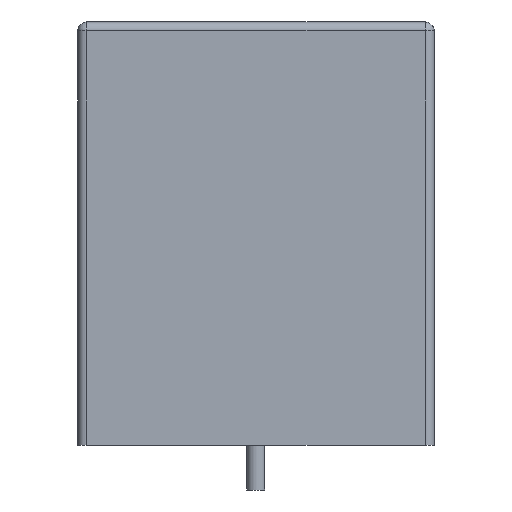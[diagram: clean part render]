
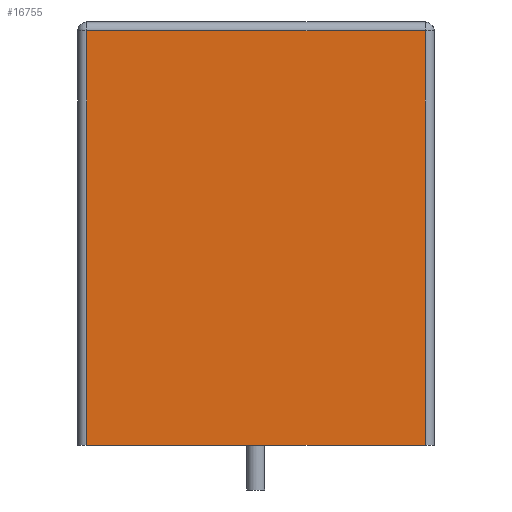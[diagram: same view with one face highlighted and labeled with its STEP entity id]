
A CAD part, left-side view. The second image highlights one B-rep face of the part: STEP entity #16755.
In plain terms, the highlighted planar face has unit normal (-1, 0, 0).
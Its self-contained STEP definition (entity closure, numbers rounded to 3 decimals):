
#1046=PLANE('',#17412);
#1951=FACE_OUTER_BOUND('',#2954,.T.);
#2954=EDGE_LOOP('',(#15714,#15715,#15716,#15717));
#4627=LINE('',#30476,#6304);
#4629=LINE('',#30487,#6306);
#4632=LINE('',#30492,#6309);
#4636=LINE('',#30500,#6313);
#6304=VECTOR('',#20329,10.);
#6306=VECTOR('',#20343,10.);
#6309=VECTOR('',#20350,10.);
#6313=VECTOR('',#20362,10.);
#8555=VERTEX_POINT('',#30469);
#8557=VERTEX_POINT('',#30474);
#8558=VERTEX_POINT('',#30479);
#8560=VERTEX_POINT('',#30485);
#10937=EDGE_CURVE('',#8557,#8555,#4627,.T.);
#10943=EDGE_CURVE('',#8558,#8560,#4629,.T.);
#10946=EDGE_CURVE('',#8555,#8558,#4632,.T.);
#10950=EDGE_CURVE('',#8560,#8557,#4636,.T.);
#15714=ORIENTED_EDGE('',*,*,#10937,.F.);
#15715=ORIENTED_EDGE('',*,*,#10950,.F.);
#15716=ORIENTED_EDGE('',*,*,#10943,.F.);
#15717=ORIENTED_EDGE('',*,*,#10946,.F.);
#16755=ADVANCED_FACE('',(#1951),#1046,.T.);
#17412=AXIS2_PLACEMENT_3D('',#30499,#20360,#20361);
#20329=DIRECTION('',(0.,0.,1.));
#20343=DIRECTION('',(0.,0.,-1.));
#20350=DIRECTION('',(0.,-1.,0.));
#20360=DIRECTION('center_axis',(-1.,0.,0.));
#20361=DIRECTION('ref_axis',(0.,-1.,0.));
#20362=DIRECTION('',(0.,1.,0.));
#30469=CARTESIAN_POINT('',(-15.,7.6,18.6));
#30474=CARTESIAN_POINT('',(-15.,7.6,0.));
#30476=CARTESIAN_POINT('',(-15.,7.6,0.));
#30479=CARTESIAN_POINT('',(-15.,-7.6,18.6));
#30485=CARTESIAN_POINT('',(-15.,-7.6,0.));
#30487=CARTESIAN_POINT('',(-15.,-7.6,0.));
#30492=CARTESIAN_POINT('',(-15.,4.,18.6));
#30499=CARTESIAN_POINT('Origin',(-15.,8.,0.));
#30500=CARTESIAN_POINT('',(-15.,-8.,0.));
